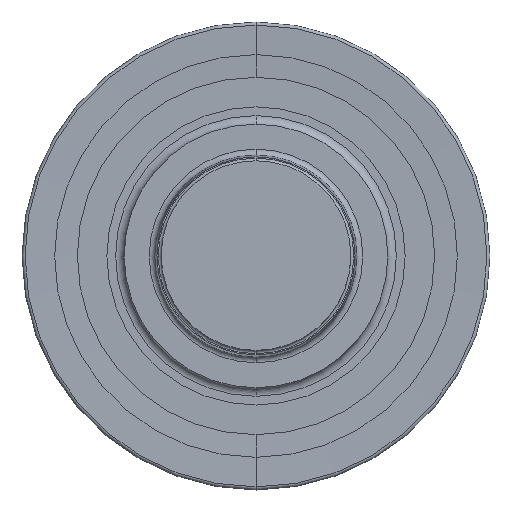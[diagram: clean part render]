
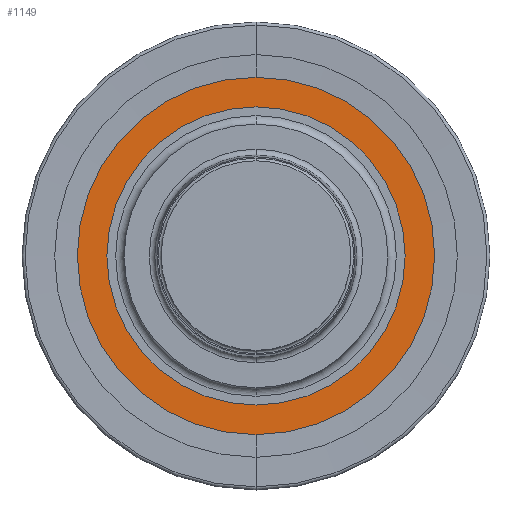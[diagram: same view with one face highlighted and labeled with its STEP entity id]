
A CAD part, top view. The second image highlights one B-rep face of the part: STEP entity #1149.
In plain terms, the highlighted face is planar.
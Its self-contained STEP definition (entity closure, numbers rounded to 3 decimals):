
#858=CARTESIAN_POINT('',(0.,0.,0.36));
#859=DIRECTION('',(0.,0.,1.));
#860=DIRECTION('',(0.,1.,0.));
#861=AXIS2_PLACEMENT_3D('',#858,#859,#860);
#866=CARTESIAN_POINT('',(0.,0.,0.36));
#867=DIRECTION('',(0.,0.,-1.));
#868=DIRECTION('',(0.,1.,0.));
#869=AXIS2_PLACEMENT_3D('',#866,#867,#868);
#874=CARTESIAN_POINT('',(0.,0.,0.36));
#875=DIRECTION('',(0.,0.,-1.));
#876=DIRECTION('',(0.,1.,0.));
#877=AXIS2_PLACEMENT_3D('',#874,#875,#876);
#896=CARTESIAN_POINT('',(0.,0.,0.36));
#897=DIRECTION('',(0.,0.,1.));
#898=DIRECTION('',(0.,1.,0.));
#899=AXIS2_PLACEMENT_3D('',#896,#897,#898);
#1004=CARTESIAN_POINT('',(0.,5.,0.36));
#1005=VERTEX_POINT('',#1004);
#1006=CARTESIAN_POINT('',(0.,5.991,0.36));
#1008=VERTEX_POINT('',#1006);
#1022=CARTESIAN_POINT('',(0.,-5.,0.36));
#1023=VERTEX_POINT('',#1022);
#1024=CARTESIAN_POINT('',(0.,-5.991,0.36));
#1026=VERTEX_POINT('',#1024);
#1134=CARTESIAN_POINT('',(0.,0.,0.36));
#1135=DIRECTION('',(0.,0.,-1.));
#1136=DIRECTION('',(0.,-1.,0.));
#1137=AXIS2_PLACEMENT_3D('',#1134,#1135,#1136);
#1138=PLANE('',#1137);
#1140=ORIENTED_EDGE('',*,*,#1139,.F.);
#1142=ORIENTED_EDGE('',*,*,#1141,.T.);
#1143=EDGE_LOOP('',(#1140,#1142));
#1144=FACE_OUTER_BOUND('',#1143,.F.);
#1145=ORIENTED_EDGE('',*,*,#1113,.F.);
#1146=ORIENTED_EDGE('',*,*,#1129,.T.);
#1147=EDGE_LOOP('',(#1145,#1146));
#1148=FACE_BOUND('',#1147,.F.);
#1149=ADVANCED_FACE('',(#1144,#1148),#1138,.T.);
#862=CIRCLE('',#861,5.);
#870=CIRCLE('',#869,5.);
#878=CIRCLE('',#877,5.991);
#900=CIRCLE('',#899,5.991);
#1113=EDGE_CURVE('',#1005,#1023,#862,.T.);
#1129=EDGE_CURVE('',#1005,#1023,#870,.T.);
#1139=EDGE_CURVE('',#1008,#1026,#878,.T.);
#1141=EDGE_CURVE('',#1008,#1026,#900,.T.);
